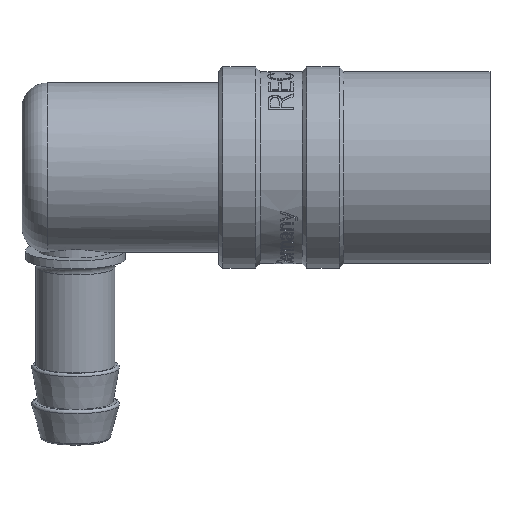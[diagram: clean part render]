
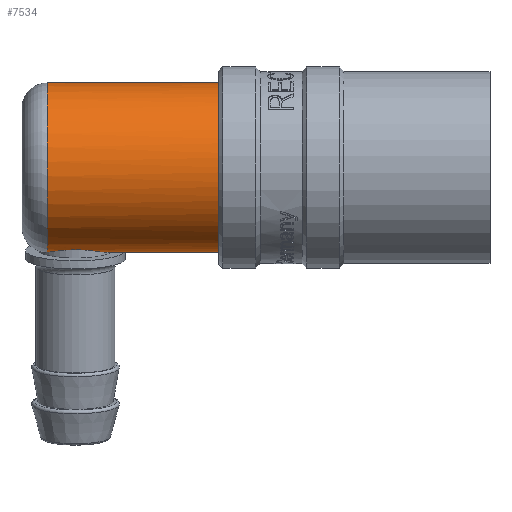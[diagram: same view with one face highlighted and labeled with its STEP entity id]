
A CAD part, top view. The second image highlights one B-rep face of the part: STEP entity #7534.
In plain terms, the highlighted cylindrical face has radius 10.15 mm (diameter 20.3 mm), a full revolution.
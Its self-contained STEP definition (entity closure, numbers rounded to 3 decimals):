
#466=LINE('',#9744,#889);
#889=VECTOR('',#8399,1.5);
#1354=FACE_BOUND('',#2096,.T.);
#1447=CIRCLE('',#8036,10.15);
#1448=CIRCLE('',#8038,10.15);
#1586=FACE_OUTER_BOUND('',#2095,.T.);
#2095=EDGE_LOOP('',(#5211,#5212,#5213,#5214,#5215,#5216));
#2096=EDGE_LOOP('',(#5217));
#2588=B_SPLINE_CURVE_WITH_KNOTS('',3,(#10059,#10060,#10061,#10062,#10063,
#10064,#10065,#10066,#10067,#10068,#10069,#10070,#10071,#10072,#10073,#10074),
 .UNSPECIFIED.,.F.,.F.,(4,2,2,2,2,2,2,4),(1.,1.033,
1.205,1.377,1.549,1.722,1.894,
2.066),.UNSPECIFIED.);
#2589=B_SPLINE_CURVE_WITH_KNOTS('',3,(#10076,#10077,#10078,#10079,#10080,
#10081,#10082,#10083,#10084,#10085),.UNSPECIFIED.,.F.,.F.,(4,2,2,2,4),(2.066,
2.238,2.41,2.582,2.754),
 .UNSPECIFIED.);
#2590=B_SPLINE_CURVE_WITH_KNOTS('',3,(#10086,#10087,#10088,#10089,#10090,
#10091,#10092,#10093),.UNSPECIFIED.,.F.,.F.,(4,2,2,4),(0.,0.172,
0.345,0.377),.UNSPECIFIED.);
#3201=VERTEX_POINT('',#9741);
#3202=VERTEX_POINT('',#9743);
#3224=VERTEX_POINT('',#10053);
#3225=VERTEX_POINT('',#10056);
#3226=VERTEX_POINT('',#10057);
#3227=VERTEX_POINT('',#10075);
#3992=EDGE_CURVE('',#3202,#3201,#466,.T.);
#4014=EDGE_CURVE('',#3224,#3224,#1447,.T.);
#4015=EDGE_CURVE('',#3225,#3226,#1448,.T.);
#4016=EDGE_CURVE('',#3225,#3202,#2588,.T.);
#4017=EDGE_CURVE('',#3202,#3227,#2589,.T.);
#4018=EDGE_CURVE('',#3227,#3226,#2590,.T.);
#5211=ORIENTED_EDGE('',*,*,#4015,.F.);
#5212=ORIENTED_EDGE('',*,*,#4016,.T.);
#5213=ORIENTED_EDGE('',*,*,#3992,.T.);
#5214=ORIENTED_EDGE('',*,*,#3992,.F.);
#5215=ORIENTED_EDGE('',*,*,#4017,.T.);
#5216=ORIENTED_EDGE('',*,*,#4018,.T.);
#5217=ORIENTED_EDGE('',*,*,#4014,.F.);
#7440=CYLINDRICAL_SURFACE('',#8037,10.15);
#7534=ADVANCED_FACE('',(#1586,#1354),#7440,.T.);
#8036=AXIS2_PLACEMENT_3D('',#10054,#8482,#8483);
#8037=AXIS2_PLACEMENT_3D('',#10055,#8484,#8485);
#8038=AXIS2_PLACEMENT_3D('',#10058,#8486,#8487);
#8399=DIRECTION('',(1.,0.,0.));
#8482=DIRECTION('center_axis',(1.,0.,0.));
#8483=DIRECTION('ref_axis',(0.,-0.978,-0.208));
#8484=DIRECTION('center_axis',(1.,0.,0.));
#8485=DIRECTION('ref_axis',(0.,-0.978,-0.208));
#8486=DIRECTION('center_axis',(-1.,0.,0.));
#8487=DIRECTION('ref_axis',(0.,0.978,0.208));
#9741=CARTESIAN_POINT('',(-15.65,-9.927,-2.115));
#9743=CARTESIAN_POINT('',(-17.15,-9.927,-2.115));
#9744=CARTESIAN_POINT('',(-10.8,-9.927,-2.115));
#10053=CARTESIAN_POINT('',(6.45,-9.927,-2.115));
#10054=CARTESIAN_POINT('Origin',(6.45,0.,0.));
#10055=CARTESIAN_POINT('Origin',(-10.8,0.,0.));
#10056=CARTESIAN_POINT('',(-25.05,-10.114,0.859));
#10057=CARTESIAN_POINT('',(-25.05,-8.885,-4.907));
#10058=CARTESIAN_POINT('Origin',(-25.05,0.,0.));
#10059=CARTESIAN_POINT('Ctrl Pts',(-25.05,-10.114,
0.859));
#10060=CARTESIAN_POINT('Ctrl Pts',(-24.979,-10.106,
0.944));
#10061=CARTESIAN_POINT('Ctrl Pts',(-24.906,-10.098,
1.025));
#10062=CARTESIAN_POINT('Ctrl Pts',(-24.437,-10.045,
1.517));
#10063=CARTESIAN_POINT('Ctrl Pts',(-23.936,-9.977,
1.884));
#10064=CARTESIAN_POINT('Ctrl Pts',(-22.83,-9.871,
2.379));
#10065=CARTESIAN_POINT('Ctrl Pts',(-22.224,-9.836,2.505));
#10066=CARTESIAN_POINT('Ctrl Pts',(-21.076,-9.836,2.505));
#10067=CARTESIAN_POINT('Ctrl Pts',(-20.47,-9.871,
2.379));
#10068=CARTESIAN_POINT('Ctrl Pts',(-19.364,-9.977,
1.884));
#10069=CARTESIAN_POINT('Ctrl Pts',(-18.863,-10.045,
1.517));
#10070=CARTESIAN_POINT('Ctrl Pts',(-18.073,-10.135,
0.69));
#10071=CARTESIAN_POINT('Ctrl Pts',(-17.728,-10.164,0.172));
#10072=CARTESIAN_POINT('Ctrl Pts',(-17.266,-10.121,
-0.95));
#10073=CARTESIAN_POINT('Ctrl Pts',(-17.15,-10.047,-1.555));
#10074=CARTESIAN_POINT('Ctrl Pts',(-17.15,-9.927,-2.115));
#10075=CARTESIAN_POINT('',(-21.65,-7.96,-6.297));
#10076=CARTESIAN_POINT('Ctrl Pts',(-17.15,-9.927,-2.115));
#10077=CARTESIAN_POINT('Ctrl Pts',(-17.15,-9.808,-2.676));
#10078=CARTESIAN_POINT('Ctrl Pts',(-17.266,-9.629,-3.258));
#10079=CARTESIAN_POINT('Ctrl Pts',(-17.728,-9.211,
-4.3));
#10080=CARTESIAN_POINT('Ctrl Pts',(-18.073,-8.973,
-4.762));
#10081=CARTESIAN_POINT('Ctrl Pts',(-18.863,-8.553,
-5.48));
#10082=CARTESIAN_POINT('Ctrl Pts',(-19.364,-8.342,
-5.788));
#10083=CARTESIAN_POINT('Ctrl Pts',(-20.47,-8.043,
-6.196));
#10084=CARTESIAN_POINT('Ctrl Pts',(-21.076,-7.96,-6.297));
#10085=CARTESIAN_POINT('Ctrl Pts',(-21.65,-7.96,-6.297));
#10086=CARTESIAN_POINT('Ctrl Pts',(-21.65,-7.96,-6.297));
#10087=CARTESIAN_POINT('Ctrl Pts',(-22.224,-7.96,-6.297));
#10088=CARTESIAN_POINT('Ctrl Pts',(-22.83,-8.043,
-6.196));
#10089=CARTESIAN_POINT('Ctrl Pts',(-23.936,-8.342,
-5.788));
#10090=CARTESIAN_POINT('Ctrl Pts',(-24.437,-8.553,
-5.48));
#10091=CARTESIAN_POINT('Ctrl Pts',(-24.906,-8.803,
-5.053));
#10092=CARTESIAN_POINT('Ctrl Pts',(-24.979,-8.844,
-4.982));
#10093=CARTESIAN_POINT('Ctrl Pts',(-25.05,-8.885,
-4.907));
